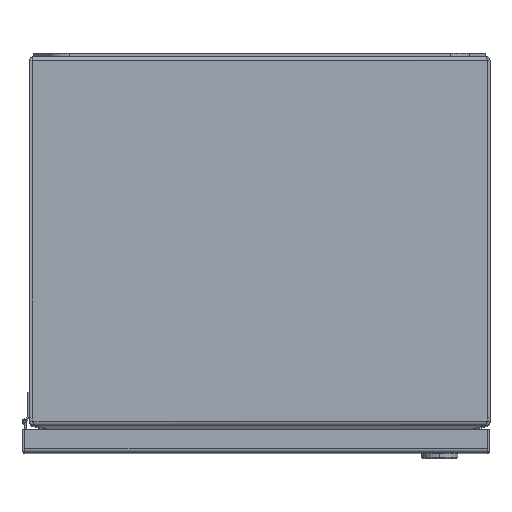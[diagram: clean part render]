
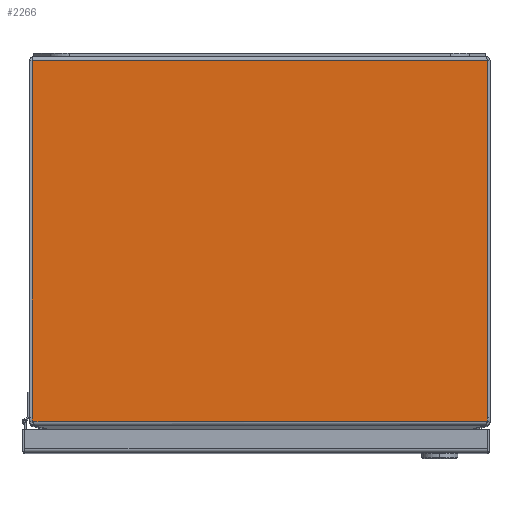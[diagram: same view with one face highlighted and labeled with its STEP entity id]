
A CAD part, top view. The second image highlights one B-rep face of the part: STEP entity #2266.
In plain terms, the highlighted planar face has unit normal (0, 0, 1).
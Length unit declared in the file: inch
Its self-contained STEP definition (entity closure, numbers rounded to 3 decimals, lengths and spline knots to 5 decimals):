
#820 = CIRCLE ( 'NONE', #9150, 0.281 ) ;
#1430 = ORIENTED_EDGE ( 'NONE', *, *, #8532, .T. ) ;
#1644 = EDGE_LOOP ( 'NONE', ( #20708, #18157, #13803, #1430, #2419, #18392 ) ) ;
#1958 = CARTESIAN_POINT ( 'NONE',  ( -4.94289, -0.086, 6. ) ) ;
#2266 = ADVANCED_FACE ( 'NONE', ( #10862 ), #12371, .F. ) ;
#2419 = ORIENTED_EDGE ( 'NONE', *, *, #7503, .F. ) ;
#3344 = CARTESIAN_POINT ( 'NONE',  ( 4.94289, -0.086, 6. ) ) ;
#3659 = EDGE_CURVE ( 'NONE', #9316, #12861, #18061, .T. ) ;
#3863 = LINE ( 'NONE', #19923, #15638 ) ;
#4071 = CARTESIAN_POINT ( 'NONE',  ( 34.527, 0., 6. ) ) ;
#5154 = AXIS2_PLACEMENT_3D ( 'NONE', #20260, #5510, #5824 ) ;
#5510 = DIRECTION ( 'NONE',  ( 0., 0., -1. ) ) ;
#5563 = CARTESIAN_POINT ( 'NONE',  ( 4.92653, -7.93401, 6. ) ) ;
#5591 = DIRECTION ( 'NONE',  ( 0., -1., 0. ) ) ;
#5824 = DIRECTION ( 'NONE',  ( 0., 1., 0. ) ) ;
#6050 = DIRECTION ( 'NONE',  ( 0., 0., -1. ) ) ;
#6160 = CARTESIAN_POINT ( 'NONE',  ( -4.66189, -7.83953, 6. ) ) ;
#6506 = CIRCLE ( 'NONE', #5154, 0.281 ) ;
#7141 = CARTESIAN_POINT ( 'NONE',  ( 34.527, -0.086, 6. ) ) ;
#7503 = EDGE_CURVE ( 'NONE', #12861, #17668, #820, .T. ) ;
#7720 = DIRECTION ( 'NONE',  ( 0., 0., -1. ) ) ;
#8532 = EDGE_CURVE ( 'NONE', #15821, #17668, #14779, .T. ) ;
#8559 = CARTESIAN_POINT ( 'NONE',  ( -4.92653, -7.93401, 6. ) ) ;
#9150 = AXIS2_PLACEMENT_3D ( 'NONE', #6160, #6050, #12739 ) ;
#9316 = VERTEX_POINT ( 'NONE', #5563 ) ;
#9389 = VECTOR ( 'NONE', #20061, 39.37008 ) ;
#10194 = EDGE_CURVE ( 'NONE', #15821, #13317, #18760, .T. ) ;
#10862 = FACE_OUTER_BOUND ( 'NONE', #1644, .T. ) ;
#11249 = VECTOR ( 'NONE', #18222, 39.37008 ) ;
#11586 = VECTOR ( 'NONE', #18168, 39.37008 ) ;
#12371 = PLANE ( 'NONE',  #13086 ) ;
#12739 = DIRECTION ( 'NONE',  ( -1., 0., 0. ) ) ;
#12861 = VERTEX_POINT ( 'NONE', #8559 ) ;
#13017 = CARTESIAN_POINT ( 'NONE',  ( -4.94289, -7.83953, 6. ) ) ;
#13086 = AXIS2_PLACEMENT_3D ( 'NONE', #4071, #7720, #13982 ) ;
#13317 = VERTEX_POINT ( 'NONE', #3344 ) ;
#13803 = ORIENTED_EDGE ( 'NONE', *, *, #10194, .F. ) ;
#13982 = DIRECTION ( 'NONE',  ( -1., 0., 0. ) ) ;
#14412 = CARTESIAN_POINT ( 'NONE',  ( -4.94289, -0.086, 6. ) ) ;
#14779 = LINE ( 'NONE', #1958, #11249 ) ;
#15413 = EDGE_CURVE ( 'NONE', #20934, #9316, #6506, .T. ) ;
#15638 = VECTOR ( 'NONE', #5591, 39.37008 ) ;
#15821 = VERTEX_POINT ( 'NONE', #14412 ) ;
#16454 = CARTESIAN_POINT ( 'NONE',  ( 34.527, -7.93401, 6. ) ) ;
#17668 = VERTEX_POINT ( 'NONE', #13017 ) ;
#18061 = LINE ( 'NONE', #16454, #11586 ) ;
#18157 = ORIENTED_EDGE ( 'NONE', *, *, #18843, .F. ) ;
#18168 = DIRECTION ( 'NONE',  ( -1., 0., 0. ) ) ;
#18222 = DIRECTION ( 'NONE',  ( 0., -1., 0. ) ) ;
#18392 = ORIENTED_EDGE ( 'NONE', *, *, #3659, .F. ) ;
#18760 = LINE ( 'NONE', #7141, #9389 ) ;
#18843 = EDGE_CURVE ( 'NONE', #13317, #20934, #3863, .T. ) ;
#19923 = CARTESIAN_POINT ( 'NONE',  ( 4.94289, -0.086, 6. ) ) ;
#20061 = DIRECTION ( 'NONE',  ( 1., 0., 0. ) ) ;
#20087 = CARTESIAN_POINT ( 'NONE',  ( 4.94289, -7.83953, 6. ) ) ;
#20260 = CARTESIAN_POINT ( 'NONE',  ( 4.66189, -7.83953, 6. ) ) ;
#20708 = ORIENTED_EDGE ( 'NONE', *, *, #15413, .F. ) ;
#20934 = VERTEX_POINT ( 'NONE', #20087 ) ;
